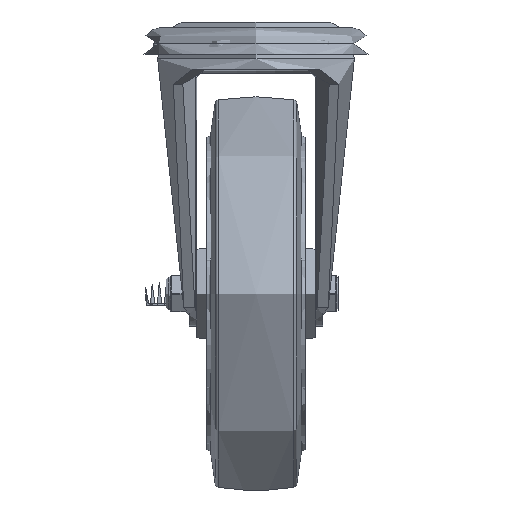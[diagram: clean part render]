
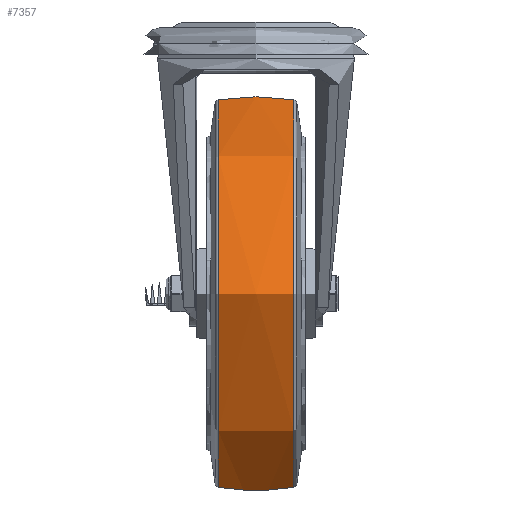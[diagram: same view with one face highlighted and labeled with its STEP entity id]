
A CAD part, left-side view. The second image highlights one B-rep face of the part: STEP entity #7357.
In plain terms, the highlighted free-form (B-spline) face has degree [2, 2] with [3, 9] control points.
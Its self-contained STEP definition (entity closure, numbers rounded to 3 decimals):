
#35=(
BOUNDED_SURFACE()
B_SPLINE_SURFACE(2,2,((#13132,#13133,#13134,#13135,#13136,#13137,#13138,
#13139,#13140),(#13141,#13142,#13143,#13144,#13145,#13146,#13147,#13148,
#13149),(#13150,#13151,#13152,#13153,#13154,#13155,#13156,#13157,#13158)),
 .UNSPECIFIED.,.F.,.T.,.F.)
B_SPLINE_SURFACE_WITH_KNOTS((3,3),(3,2,2,2,3),(-0.156,0.156),
(-3.142,-1.571,0.,1.571,3.142),
 .UNSPECIFIED.)
GEOMETRIC_REPRESENTATION_ITEM()
RATIONAL_B_SPLINE_SURFACE(((1.,0.707,1.,0.707,1.,
0.707,1.,0.707,1.),(0.988,0.699,
0.988,0.699,0.988,0.699,
0.988,0.699,0.988),(1.,0.707,
1.,0.707,1.,0.707,1.,0.707,1.)))
REPRESENTATION_ITEM('')
SURFACE()
);
#2029=FACE_OUTER_BOUND('',#2491,.T.);
#2491=EDGE_LOOP('',(#5783,#5784,#5785,#5786));
#2928=CIRCLE('',#8018,98.5);
#2929=CIRCLE('',#8019,124.271);
#2930=CIRCLE('',#8020,98.5);
#3449=VERTEX_POINT('',#13129);
#3450=VERTEX_POINT('',#13159);
#4292=EDGE_CURVE('',#3449,#3449,#2928,.T.);
#4293=EDGE_CURVE('',#3449,#3450,#2929,.T.);
#4294=EDGE_CURVE('',#3450,#3450,#2930,.T.);
#5783=ORIENTED_EDGE('',*,*,#4292,.F.);
#5784=ORIENTED_EDGE('',*,*,#4293,.T.);
#5785=ORIENTED_EDGE('',*,*,#4294,.T.);
#5786=ORIENTED_EDGE('',*,*,#4293,.F.);
#7357=ADVANCED_FACE('',(#2029),#35,.F.);
#8018=AXIS2_PLACEMENT_3D('',#13131,#9281,#9282);
#8019=AXIS2_PLACEMENT_3D('',#13160,#9283,#9284);
#8020=AXIS2_PLACEMENT_3D('',#13161,#9285,#9286);
#9281=DIRECTION('center_axis',(0.,1.,0.));
#9282=DIRECTION('ref_axis',(0.,0.,1.));
#9283=DIRECTION('center_axis',(-1.,0.,0.));
#9284=DIRECTION('ref_axis',(0.,0.,-1.));
#9285=DIRECTION('center_axis',(0.,1.,0.));
#9286=DIRECTION('ref_axis',(0.,0.,1.));
#13129=CARTESIAN_POINT('',(0.,19.25,-98.5));
#13131=CARTESIAN_POINT('Origin',(0.,19.25,0.));
#13132=CARTESIAN_POINT('Ctrl Pts',(0.,-19.25,-98.5));
#13133=CARTESIAN_POINT('Ctrl Pts',(-98.5,-19.25,
-98.5));
#13134=CARTESIAN_POINT('Ctrl Pts',(-98.5,-19.25,
0.));
#13135=CARTESIAN_POINT('Ctrl Pts',(-98.5,-19.25,
98.5));
#13136=CARTESIAN_POINT('Ctrl Pts',(0.,-19.25,98.5));
#13137=CARTESIAN_POINT('Ctrl Pts',(98.5,-19.25,98.5));
#13138=CARTESIAN_POINT('Ctrl Pts',(98.5,-19.25,0.));
#13139=CARTESIAN_POINT('Ctrl Pts',(98.5,-19.25,-98.5));
#13140=CARTESIAN_POINT('Ctrl Pts',(0.,-19.25,-98.5));
#13141=CARTESIAN_POINT('Ctrl Pts',(0.,0.,
-101.518));
#13142=CARTESIAN_POINT('Ctrl Pts',(-101.518,0.,
-101.518));
#13143=CARTESIAN_POINT('Ctrl Pts',(-101.518,0.,
0.));
#13144=CARTESIAN_POINT('Ctrl Pts',(-101.518,0.,
101.518));
#13145=CARTESIAN_POINT('Ctrl Pts',(0.,0.,101.518));
#13146=CARTESIAN_POINT('Ctrl Pts',(101.518,0.,
101.518));
#13147=CARTESIAN_POINT('Ctrl Pts',(101.518,0.,
0.));
#13148=CARTESIAN_POINT('Ctrl Pts',(101.518,0.,
-101.518));
#13149=CARTESIAN_POINT('Ctrl Pts',(0.,0.,
-101.518));
#13150=CARTESIAN_POINT('Ctrl Pts',(0.,19.25,-98.5));
#13151=CARTESIAN_POINT('Ctrl Pts',(-98.5,19.25,-98.5));
#13152=CARTESIAN_POINT('Ctrl Pts',(-98.5,19.25,0.));
#13153=CARTESIAN_POINT('Ctrl Pts',(-98.5,19.25,98.5));
#13154=CARTESIAN_POINT('Ctrl Pts',(0.,19.25,98.5));
#13155=CARTESIAN_POINT('Ctrl Pts',(98.5,19.25,98.5));
#13156=CARTESIAN_POINT('Ctrl Pts',(98.5,19.25,0.));
#13157=CARTESIAN_POINT('Ctrl Pts',(98.5,19.25,-98.5));
#13158=CARTESIAN_POINT('Ctrl Pts',(0.,19.25,-98.5));
#13159=CARTESIAN_POINT('',(0.,-19.25,-98.5));
#13160=CARTESIAN_POINT('Origin',(0.,0.,
24.271));
#13161=CARTESIAN_POINT('Origin',(0.,-19.25,0.));
